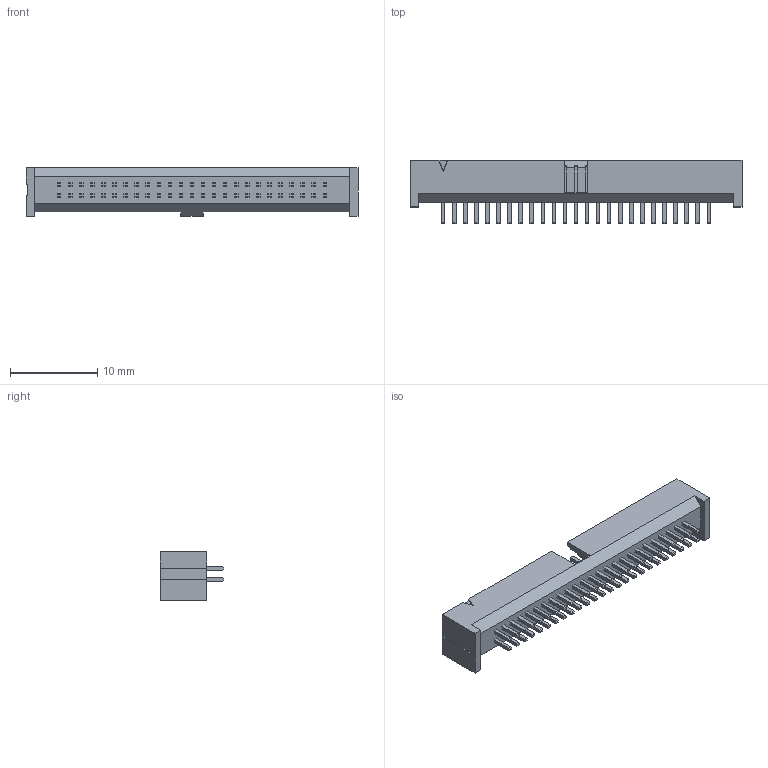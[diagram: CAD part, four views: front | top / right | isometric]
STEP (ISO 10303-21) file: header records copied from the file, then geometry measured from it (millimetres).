
FILE_DESCRIPTION( ( 'STEP AP214' ), '1' );
FILE_NAME( 'SHF-125-01-L-D-TH.stp', '2022-03-01T05:20:16', ( 'License CC BY-ND 4.0' ), ( 'CADENAS' ), ' ', 'PARTsolutions', ' ' );
FILE_SCHEMA( ( 'AUTOMOTIVE_DESIGN { 1 0 10303 214 1 1 1 1 }' ) );
Length unit declared in the file: inch
Products named in the file (4): SHF-125-01-L-D-TH; _SHF-125-01-D_header; _SHF-First_Position_Indicator; _T-1S71-02-25-D-TH
Assembly tree (3 placements, depth 2):
  SHF-125-01-L-D-TH
    _SHF-125-01-D_header
    _SHF-First_Position_Indicator
    _T-1S71-02-25-D-TH
Bounding box: 38.1 x 7.24 x 5.59 mm (x, y, z)
Volume: 490.9 mm3; surface area: 1687.6 mm2
Topology: 3 solids, 3 shells, 644 faces, 1910 edges, 1272 vertices
Faces by surface type: plane 644
Entity records: 26304 total; most frequent: CARTESIAN_POINT 3830, ORIENTED_EDGE 3820, DIRECTION 3206, EDGE_CURVE 1910, LINE 1910, VECTOR 1910, VERTEX_POINT 1272, AXIS2_PLACEMENT_3D 648
